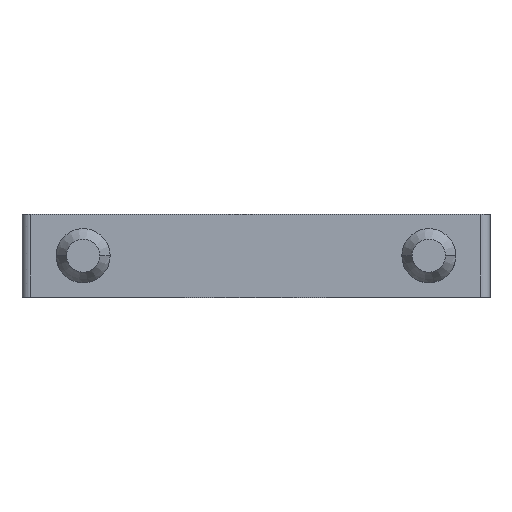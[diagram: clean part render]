
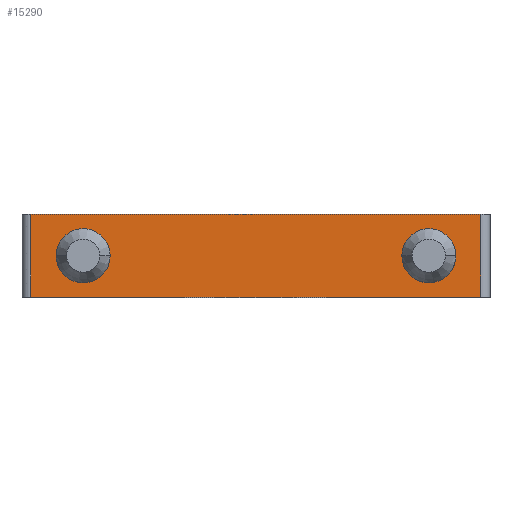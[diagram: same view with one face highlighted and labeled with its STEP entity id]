
A CAD part, top view. The second image highlights one B-rep face of the part: STEP entity #15290.
In plain terms, the highlighted face is planar.
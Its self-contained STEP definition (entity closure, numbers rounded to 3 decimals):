
#110=CARTESIAN_POINT('',(-14.884,1.862,
-26.96));
#120=VERTEX_POINT('',#110);
#810=CARTESIAN_POINT('',(10.116,1.862,
-26.96));
#820=VERTEX_POINT('',#810);
#850=CARTESIAN_POINT('',(0.,1.862,-26.96));
#860=DIRECTION('',(1.,0.,0.));
#870=VECTOR('',#860,1.);
#880=LINE('',#850,#870);
#890=EDGE_CURVE('',#120,#820,#880,.T.);
#12030=CARTESIAN_POINT('',(10.116,1.862,
-22.36));
#12040=VERTEX_POINT('',#12030);
#12710=CARTESIAN_POINT('',(-14.884,1.862,
-22.36));
#12720=VERTEX_POINT('',#12710);
#12750=CARTESIAN_POINT('',(0.,1.862,-22.36));
#12760=DIRECTION('',(1.,0.,0.));
#12770=VECTOR('',#12760,1.);
#12780=LINE('',#12750,#12770);
#12790=EDGE_CURVE('',#12720,#12040,#12780,.T.);
#14660=CARTESIAN_POINT('',(10.116,1.862,
-26.96));
#14670=DIRECTION('',(0.,0.,1.));
#14680=VECTOR('',#14670,1.);
#14690=LINE('',#14660,#14680);
#14700=EDGE_CURVE('',#820,#12040,#14690,.T.);
#14830=CARTESIAN_POINT('',(8.716,1.862,
-26.96));
#14840=DIRECTION('',(0.,1.,0.));
#14850=DIRECTION('',(1.,0.,0.));
#14860=AXIS2_PLACEMENT_3D('',#14830,#14840,#14850);
#14870=PLANE('',#14860);
#14880=ORIENTED_EDGE('',*,*,#14700,.F.);
#14890=ORIENTED_EDGE('',*,*,#12790,.T.);
#14900=CARTESIAN_POINT('',(-14.884,1.862,
-26.96));
#14910=DIRECTION('',(0.,0.,1.));
#14920=VECTOR('',#14910,1.);
#14930=LINE('',#14900,#14920);
#14940=EDGE_CURVE('',#120,#12720,#14930,.T.);
#14950=ORIENTED_EDGE('',*,*,#14940,.T.);
#14960=ORIENTED_EDGE('',*,*,#890,.F.);
#14970=EDGE_LOOP('',(#14960,#14950,#14890,#14880));
#14980=FACE_OUTER_BOUND('',#14970,.T.);
#14990=CARTESIAN_POINT('',(-11.984,1.862,
-24.66));
#15000=DIRECTION('',(0.,1.,0.));
#15010=DIRECTION('',(-1.,0.,0.));
#15020=AXIS2_PLACEMENT_3D('',#14990,#15000,#15010);
#15030=CIRCLE('',#15020,1.5);
#15040=CARTESIAN_POINT('',(-13.484,1.862,
-24.66));
#15050=VERTEX_POINT('',#15040);
#15060=CARTESIAN_POINT('',(-10.484,1.862,
-24.66));
#15070=VERTEX_POINT('',#15060);
#15080=EDGE_CURVE('',#15050,#15070,#15030,.T.);
#15090=ORIENTED_EDGE('',*,*,#15080,.F.);
#15100=EDGE_CURVE('',#15070,#15050,#15030,.T.);
#15110=ORIENTED_EDGE('',*,*,#15100,.F.);
#15120=EDGE_LOOP('',(#15110,#15090));
#15130=FACE_BOUND('',#15120,.T.);
#15140=CARTESIAN_POINT('',(7.216,1.862,
-24.66));
#15150=DIRECTION('',(0.,1.,0.));
#15160=DIRECTION('',(-1.,0.,0.));
#15170=AXIS2_PLACEMENT_3D('',#15140,#15150,#15160);
#15180=CIRCLE('',#15170,1.5);
#15190=CARTESIAN_POINT('',(5.716,1.862,
-24.66));
#15200=VERTEX_POINT('',#15190);
#15210=CARTESIAN_POINT('',(8.716,1.862,
-24.66));
#15220=VERTEX_POINT('',#15210);
#15230=EDGE_CURVE('',#15200,#15220,#15180,.T.);
#15240=ORIENTED_EDGE('',*,*,#15230,.F.);
#15250=EDGE_CURVE('',#15220,#15200,#15180,.T.);
#15260=ORIENTED_EDGE('',*,*,#15250,.F.);
#15270=EDGE_LOOP('',(#15260,#15240));
#15280=FACE_BOUND('',#15270,.T.);
#15290=ADVANCED_FACE('',(#14980,#15130,#15280),#14870,.T.);
